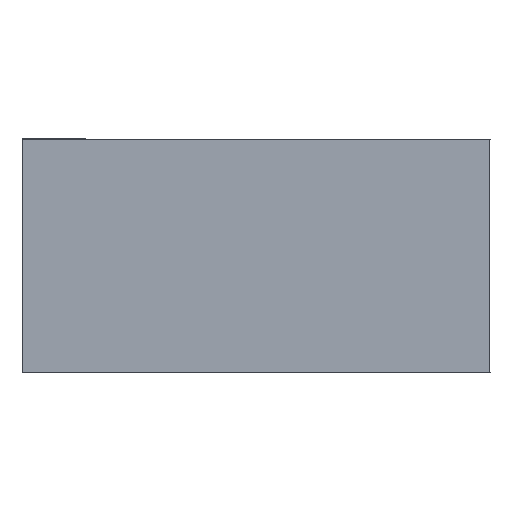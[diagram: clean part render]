
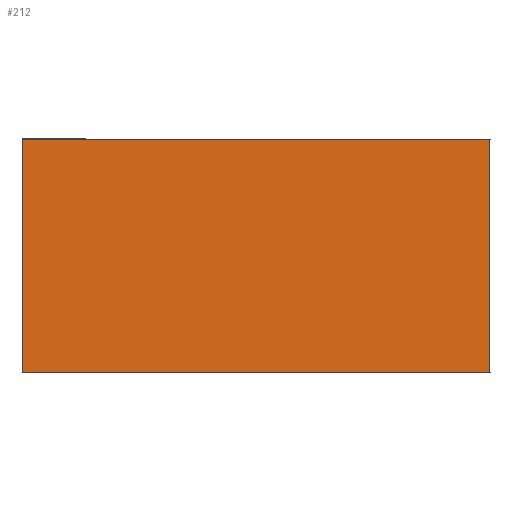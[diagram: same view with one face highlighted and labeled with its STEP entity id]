
A CAD part, left-side view. The second image highlights one B-rep face of the part: STEP entity #212.
In plain terms, the highlighted planar face has unit normal (-1, 0, 0).
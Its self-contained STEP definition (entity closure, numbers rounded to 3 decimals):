
#212 = ADVANCED_FACE( '', ( #474 ), #475, .F. );
#474 = FACE_OUTER_BOUND( '', #793, .T. );
#475 = PLANE( '', #794 );
#793 = EDGE_LOOP( '', ( #1310, #1311, #1312, #1313 ) );
#794 = AXIS2_PLACEMENT_3D( '', #1314, #1315, #1316 );
#1310 = ORIENTED_EDGE( '', *, *, #2237, .F. );
#1311 = ORIENTED_EDGE( '', *, *, #2238, .T. );
#1312 = ORIENTED_EDGE( '', *, *, #2239, .T. );
#1313 = ORIENTED_EDGE( '', *, *, #2152, .T. );
#1314 = CARTESIAN_POINT( '', ( -1.5, 1.5, 1.5 ) );
#1315 = DIRECTION( '', ( 1., 0., 0. ) );
#1316 = DIRECTION( '', ( 0., 0., -1. ) );
#2152 = EDGE_CURVE( '', #2560, #2561, #2562, .T. );
#2237 = EDGE_CURVE( '', #2702, #2561, #2703, .T. );
#2238 = EDGE_CURVE( '', #2702, #2704, #2705, .T. );
#2239 = EDGE_CURVE( '', #2704, #2560, #2706, .T. );
#2560 = VERTEX_POINT( '', #3263 );
#2561 = VERTEX_POINT( '', #3264 );
#2562 = LINE( '', #3265, #3266 );
#2702 = VERTEX_POINT( '', #3620 );
#2703 = LINE( '', #3621, #3622 );
#2704 = VERTEX_POINT( '', #3623 );
#2705 = LINE( '', #3624, #3625 );
#2706 = LINE( '', #3626, #3627 );
#3263 = CARTESIAN_POINT( '', ( -1.5, 1.5, 0. ) );
#3264 = CARTESIAN_POINT( '', ( -1.5, -1.5, 0. ) );
#3265 = CARTESIAN_POINT( '', ( -1.5, 1.5, 0. ) );
#3266 = VECTOR( '', #4107, 1000. );
#3620 = CARTESIAN_POINT( '', ( -1.5, -1.5, 1.5 ) );
#3621 = CARTESIAN_POINT( '', ( -1.5, -1.5, 1.5 ) );
#3622 = VECTOR( '', #4137, 1000. );
#3623 = CARTESIAN_POINT( '', ( -1.5, 1.5, 1.5 ) );
#3624 = CARTESIAN_POINT( '', ( -1.5, -1.5, 1.5 ) );
#3625 = VECTOR( '', #4138, 1000. );
#3626 = CARTESIAN_POINT( '', ( -1.5, 1.5, 1.5 ) );
#3627 = VECTOR( '', #4139, 1000. );
#4107 = DIRECTION( '', ( 0., -1., 0. ) );
#4137 = DIRECTION( '', ( 0., 0., -1. ) );
#4138 = DIRECTION( '', ( 0., 1., 0. ) );
#4139 = DIRECTION( '', ( 0., 0., -1. ) );
